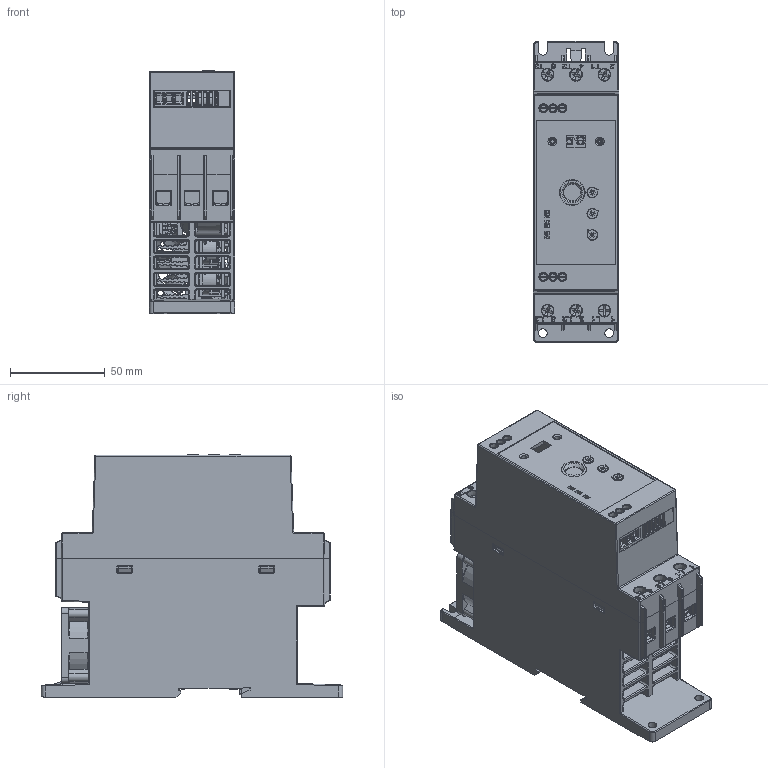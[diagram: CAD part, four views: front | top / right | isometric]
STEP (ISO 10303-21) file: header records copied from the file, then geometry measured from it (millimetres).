
FILE_DESCRIPTION(/* description */ (''),/* implementation_level */ '2;1');
FILE_NAME(/* name */ 'FILE_STP_CAD_DRAWING_3D_ADXNP_38-45A_prt.stp',/* time_stamp */ '2021-10-22T11:34:28+02:00',/* author */ (''),/* organization */ (''),/* preprocessor_version */ 'ST-DEVELOPER v16.7',/* originating_system */ 'SIEMENS PLM Software NX 12.0',/* authorisation */ '');
FILE_SCHEMA (('AUTOMOTIVE_DESIGN { 1 0 10303 214 3 1 1 1 }'));
Products named in the file (1): 3D_ADXNP_38-45A
Bounding box: 45 x 159 x 128.4 mm (x, y, z)
Surface area: 146481.2 mm2 (no closed solid volume)
Topology: 0 solids, 199 shells, 2205 faces, 9045 edges, 6822 vertices
Faces by surface type: plane 1013, cylinder 708, bspline 189, torus 161, cone 63, sphere 55, extrusion 16
Full cylindrical faces by diameter (mm): 1.5 x5, 1.6 x3, 2 x1, 3 x5, 4 x1, 13 x2, 14.5 x1, 15 x4, 15.5 x1, 22.933 x1, 23.2 x2, 23.333 x1, 38.333 x1
Entity records: 109185 total; most frequent: CARTESIAN_POINT 35987, DIRECTION 14746, ORIENTED_EDGE 12929, EDGE_CURVE 8882, VERTEX_POINT 6767, VECTOR 5222, LINE 5206, AXIS2_PLACEMENT_3D 4762
